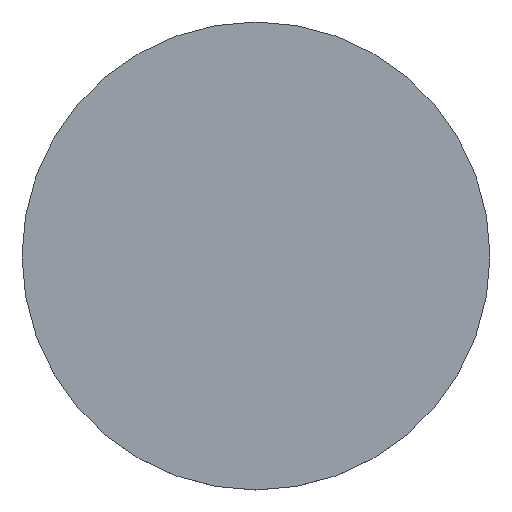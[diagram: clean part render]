
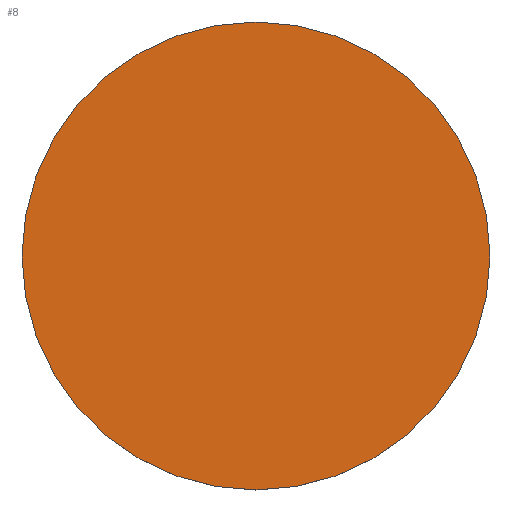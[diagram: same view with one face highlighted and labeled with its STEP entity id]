
A CAD part, top view. The second image highlights one B-rep face of the part: STEP entity #8.
In plain terms, the highlighted planar face has unit normal (0, 0, 1).
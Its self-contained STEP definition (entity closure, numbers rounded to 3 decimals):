
#8 = ADVANCED_FACE ( 'NONE', ( #75 ), #46, .T. ) ;
#15 = ORIENTED_EDGE ( 'NONE', *, *, #120, .T. ) ;
#20 = AXIS2_PLACEMENT_3D ( 'NONE', #71, #95, #172 ) ;
#23 = DIRECTION ( 'NONE',  ( 0., 0., 1. ) ) ;
#46 = PLANE ( 'NONE',  #110 ) ;
#62 = DIRECTION ( 'NONE',  ( 0., 0., 1. ) ) ;
#63 = ORIENTED_EDGE ( 'NONE', *, *, #118, .T. ) ;
#66 = CIRCLE ( 'NONE', #156, 6.35 ) ;
#71 = CARTESIAN_POINT ( 'NONE',  ( 0., 0., 0.5 ) ) ;
#75 = FACE_OUTER_BOUND ( 'NONE', #80, .T. ) ;
#80 = EDGE_LOOP ( 'NONE', ( #15, #63 ) ) ;
#95 = DIRECTION ( 'NONE',  ( 0., 0., 1. ) ) ;
#101 = CIRCLE ( 'NONE', #20, 6.35 ) ;
#110 = AXIS2_PLACEMENT_3D ( 'NONE', #127, #62, #113 ) ;
#113 = DIRECTION ( 'NONE',  ( 1., 0., 0. ) ) ;
#118 = EDGE_CURVE ( 'NONE', #175, #168, #101, .T. ) ;
#120 = EDGE_CURVE ( 'NONE', #168, #175, #66, .T. ) ;
#127 = CARTESIAN_POINT ( 'NONE',  ( 0., 0., 0.5 ) ) ;
#130 = DIRECTION ( 'NONE',  ( 1., 0., 0. ) ) ;
#144 = CARTESIAN_POINT ( 'NONE',  ( 6.35, 0., 0.5 ) ) ;
#146 = CARTESIAN_POINT ( 'NONE',  ( -6.35, 0., 0.5 ) ) ;
#147 = CARTESIAN_POINT ( 'NONE',  ( 0., 0., 0.5 ) ) ;
#156 = AXIS2_PLACEMENT_3D ( 'NONE', #147, #23, #130 ) ;
#168 = VERTEX_POINT ( 'NONE', #146 ) ;
#172 = DIRECTION ( 'NONE',  ( 1., 0., 0. ) ) ;
#175 = VERTEX_POINT ( 'NONE', #144 ) ;
